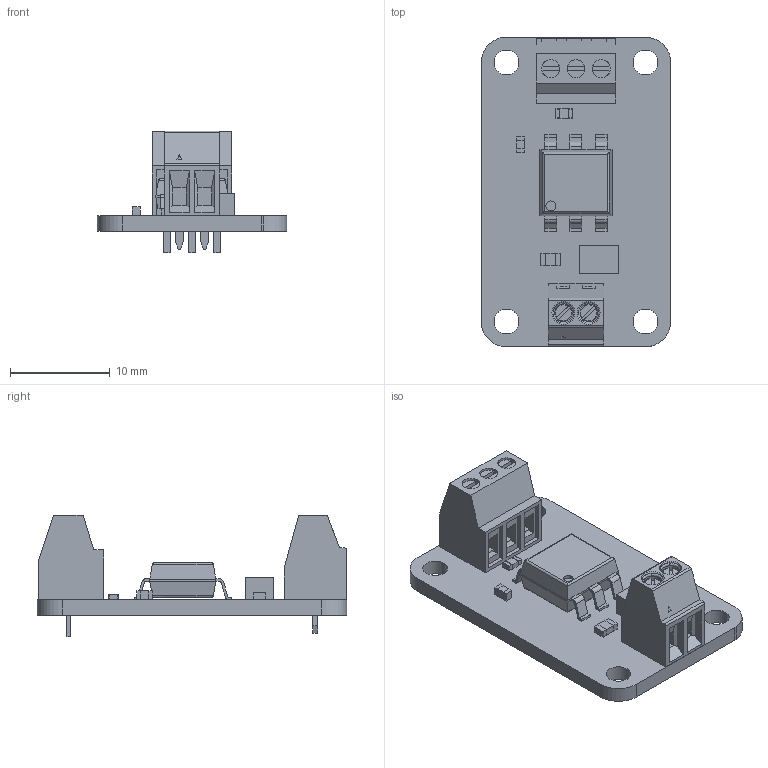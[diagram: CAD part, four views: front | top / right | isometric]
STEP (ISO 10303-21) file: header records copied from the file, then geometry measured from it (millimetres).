
FILE_DESCRIPTION(/* description */ (''),/* implementation_level */ '2;1');
FILE_NAME(/* name */ 'isolator_1ch.step',/* time_stamp */ '2023-12-01T14:40:53+01:00',/* author */ (''),/* organization */ (''),/* preprocessor_version */ 'ST-DEVELOPER v20',/* originating_system */ 'Autodesk Translation Framework v12.14.0.127',/* authorisation */ '');
FILE_SCHEMA (('AUTOMOTIVE_DESIGN { 1 0 10303 214 3 1 1 }'));
Length unit declared in the file: millimetre
Products named in the file (15): isolator_1ch; Board; Packages; LASKAKIT_HEART_4MM; LASKKIT_20MM_SILKSCREEN; TERMINAL_2_54_2P; TERMINAL_2_54_3P; Housing; PlasticBody; DIL6-SMD; 2,5-PAD; JP1; C0603; R0603; R0805
Assembly tree (17 placements, depth 4):
  isolator_1ch
    Board
    Packages
      LASKAKIT_HEART_4MM
      LASKKIT_20MM_SILKSCREEN
      TERMINAL_2_54_2P
      TERMINAL_2_54_3P
        Housing
        PlasticBody
      DIL6-SMD
      2,5-PAD  x4
      JP1
      C0603
      R0603
      R0805
Bounding box: 19.05 x 31.11 x 12.25 mm (x, y, z)
Volume: 1747.8 mm3; surface area: 2840.1 mm2
Topology: 9 solids, 9 shells, 723 faces, 1844 edges, 1194 vertices
Faces by surface type: plane 442, bspline 178, cylinder 81, sphere 16, torus 6
Full cylindrical faces by diameter (mm): 0.914 x2, 1 x1, 1.2 x5, 1.8 x6, 2 x2, 2.1 x4, 2.5 x4
Entity records: 31667 total; most frequent: CARTESIAN_POINT 14128, ORIENTED_EDGE 3688, DIRECTION 2870, EDGE_CURVE 1844, LINE 1302, VECTOR 1302, VERTEX_POINT 1194, EDGE_LOOP 800
